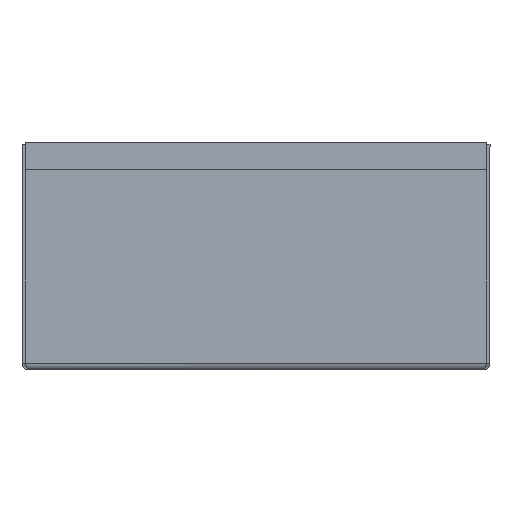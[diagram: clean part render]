
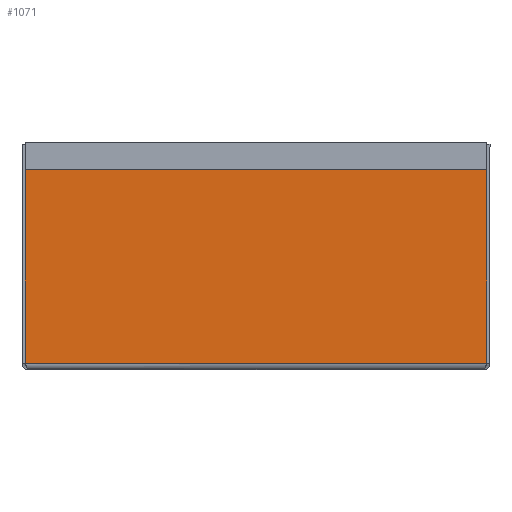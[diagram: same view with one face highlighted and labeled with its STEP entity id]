
A CAD part, front view. The second image highlights one B-rep face of the part: STEP entity #1071.
In plain terms, the highlighted planar face has unit normal (0, -1, 0).
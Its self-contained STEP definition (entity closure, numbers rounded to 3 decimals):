
#117=FACE_OUTER_BOUND('',#175,.T.);
#175=EDGE_LOOP('',(#695,#696,#697,#698));
#274=LINE('',#1617,#356);
#277=LINE('',#1623,#359);
#278=LINE('',#1625,#360);
#279=LINE('',#1626,#361);
#356=VECTOR('',#1255,10.);
#359=VECTOR('',#1260,10.);
#360=VECTOR('',#1261,10.);
#361=VECTOR('',#1262,10.);
#439=VERTEX_POINT('',#1569);
#441=VERTEX_POINT('',#1616);
#443=VERTEX_POINT('',#1622);
#444=VERTEX_POINT('',#1624);
#539=EDGE_CURVE('',#439,#441,#274,.T.);
#542=EDGE_CURVE('',#443,#441,#277,.T.);
#543=EDGE_CURVE('',#443,#444,#278,.T.);
#544=EDGE_CURVE('',#444,#439,#279,.T.);
#695=ORIENTED_EDGE('',*,*,#539,.T.);
#696=ORIENTED_EDGE('',*,*,#542,.F.);
#697=ORIENTED_EDGE('',*,*,#543,.T.);
#698=ORIENTED_EDGE('',*,*,#544,.T.);
#981=PLANE('',#1148);
#1071=ADVANCED_FACE('',(#117),#981,.F.);
#1148=AXIS2_PLACEMENT_3D('',#1621,#1258,#1259);
#1255=DIRECTION('',(0.,0.,1.));
#1258=DIRECTION('center_axis',(0.,1.,0.));
#1259=DIRECTION('ref_axis',(0.,0.,
-1.));
#1260=DIRECTION('',(1.,0.,0.));
#1261=DIRECTION('',(0.,0.,-1.));
#1262=DIRECTION('',(1.,0.,0.));
#1569=CARTESIAN_POINT('',(209.9,-235.,-201.5));
#1616=CARTESIAN_POINT('',(209.9,-235.,-25.));
#1617=CARTESIAN_POINT('',(209.9,-235.,-158.871));
#1621=CARTESIAN_POINT('Origin',(0.,-235.,
-116.242));
#1622=CARTESIAN_POINT('',(-209.9,-235.,-25.));
#1623=CARTESIAN_POINT('',(-213.,-235.,-25.));
#1624=CARTESIAN_POINT('',(-209.9,-235.,-201.5));
#1625=CARTESIAN_POINT('',(-209.9,-235.,-70.621));
#1626=CARTESIAN_POINT('',(0.,-235.,-201.5));
